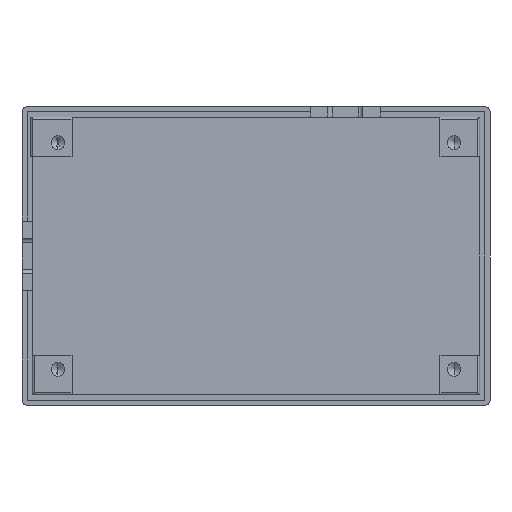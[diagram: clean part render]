
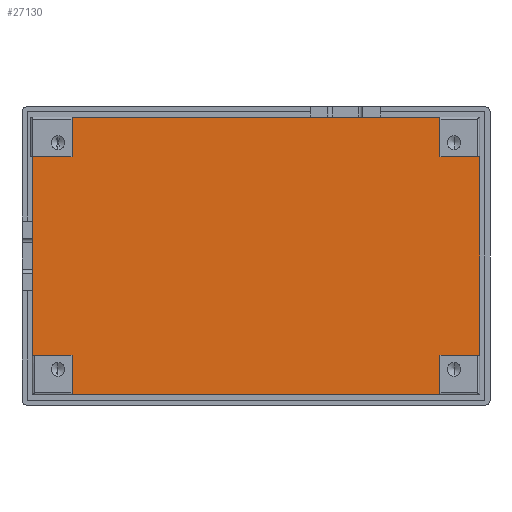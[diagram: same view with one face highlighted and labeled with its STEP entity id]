
A CAD part, front view. The second image highlights one B-rep face of the part: STEP entity #27130.
In plain terms, the highlighted planar face has unit normal (0, -1, 0).
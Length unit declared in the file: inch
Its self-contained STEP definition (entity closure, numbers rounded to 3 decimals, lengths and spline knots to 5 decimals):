
#353 = LINE ( 'NONE', #10661, #7529 ) ;
#402 = VECTOR ( 'NONE', #21385, 39.37008 ) ;
#509 = VECTOR ( 'NONE', #30675, 39.37008 ) ;
#797 = ORIENTED_EDGE ( 'NONE', *, *, #8845, .T. ) ;
#1257 = VERTEX_POINT ( 'NONE', #32351 ) ;
#1340 = CARTESIAN_POINT ( 'NONE',  ( 0.47975, 0.715, -0.1 ) ) ;
#1544 = ORIENTED_EDGE ( 'NONE', *, *, #30001, .T. ) ;
#1580 = ORIENTED_EDGE ( 'NONE', *, *, #3459, .T. ) ;
#1596 = VECTOR ( 'NONE', #18514, 39.37008 ) ;
#1636 = CARTESIAN_POINT ( 'NONE',  ( 4.39, 0.715, -2.38525 ) ) ;
#1814 = ORIENTED_EDGE ( 'NONE', *, *, #4664, .T. ) ;
#2074 = EDGE_CURVE ( 'NONE', #20028, #28001, #31313, .T. ) ;
#2680 = ORIENTED_EDGE ( 'NONE', *, *, #22342, .T. ) ;
#2751 = VERTEX_POINT ( 'NONE', #27759 ) ;
#2836 = CARTESIAN_POINT ( 'NONE',  ( 0.47975, 0.715, -2.38525 ) ) ;
#3459 = EDGE_CURVE ( 'NONE', #15074, #23126, #28362, .T. ) ;
#4061 = ORIENTED_EDGE ( 'NONE', *, *, #7666, .T. ) ;
#4370 = CARTESIAN_POINT ( 'NONE',  ( 4.01025, 0.715, -2.38525 ) ) ;
#4458 = CARTESIAN_POINT ( 'NONE',  ( 4.01025, 0.715, -0.47975 ) ) ;
#4664 = EDGE_CURVE ( 'NONE', #23126, #8576, #27294, .T. ) ;
#5601 = DIRECTION ( 'NONE',  ( 0., 1., 0. ) ) ;
#6590 = CARTESIAN_POINT ( 'NONE',  ( 4.01025, 0.715, -0.47975 ) ) ;
#6649 = CARTESIAN_POINT ( 'NONE',  ( 4.39, 0.715, -0.47975 ) ) ;
#6743 = CARTESIAN_POINT ( 'NONE',  ( 4.01025, 0.715, -2.38525 ) ) ;
#7187 = CARTESIAN_POINT ( 'NONE',  ( 0.47975, 0.715, -2.765 ) ) ;
#7529 = VECTOR ( 'NONE', #13789, 39.37008 ) ;
#7666 = EDGE_CURVE ( 'NONE', #18029, #10202, #12478, .T. ) ;
#7674 = CARTESIAN_POINT ( 'NONE',  ( 4.39, 0.715, -2.38525 ) ) ;
#7876 = EDGE_CURVE ( 'NONE', #1257, #20028, #19975, .T. ) ;
#8212 = FACE_OUTER_BOUND ( 'NONE', #18374, .T. ) ;
#8576 = VERTEX_POINT ( 'NONE', #18487 ) ;
#8730 = CARTESIAN_POINT ( 'NONE',  ( 0.47975, 0.715, -2.765 ) ) ;
#8845 = EDGE_CURVE ( 'NONE', #10202, #31882, #12799, .T. ) ;
#8904 = VECTOR ( 'NONE', #18746, 39.37008 ) ;
#10177 = CARTESIAN_POINT ( 'NONE',  ( 3.43782, 0.715, -0.1 ) ) ;
#10202 = VERTEX_POINT ( 'NONE', #20735 ) ;
#10661 = CARTESIAN_POINT ( 'NONE',  ( 0.1, 0.715, -0.47975 ) ) ;
#10815 = VERTEX_POINT ( 'NONE', #7187 ) ;
#10934 = VECTOR ( 'NONE', #33608, 39.37008 ) ;
#11011 = CARTESIAN_POINT ( 'NONE',  ( 0.05, 0.715, -0.05 ) ) ;
#11055 = VECTOR ( 'NONE', #17128, 39.37008 ) ;
#11294 = CARTESIAN_POINT ( 'NONE',  ( 0.47975, 0.715, -0.47975 ) ) ;
#11324 = LINE ( 'NONE', #16049, #1596 ) ;
#11719 = LINE ( 'NONE', #4370, #20520 ) ;
#11863 = LINE ( 'NONE', #32034, #402 ) ;
#12478 = LINE ( 'NONE', #4458, #509 ) ;
#12799 = LINE ( 'NONE', #10177, #8904 ) ;
#13348 = EDGE_CURVE ( 'NONE', #2751, #15074, #11719, .T. ) ;
#13456 = PLANE ( 'NONE',  #14741 ) ;
#13642 = VERTEX_POINT ( 'NONE', #11294 ) ;
#13789 = DIRECTION ( 'NONE',  ( -1., 0., 0. ) ) ;
#14741 = AXIS2_PLACEMENT_3D ( 'NONE', #11011, #5601, #29542 ) ;
#15074 = VERTEX_POINT ( 'NONE', #6743 ) ;
#15947 = ORIENTED_EDGE ( 'NONE', *, *, #2074, .T. ) ;
#16049 = CARTESIAN_POINT ( 'NONE',  ( 0.47975, 0.715, -0.47975 ) ) ;
#16519 = VECTOR ( 'NONE', #34451, 39.37008 ) ;
#16674 = EDGE_CURVE ( 'NONE', #31882, #13642, #11324, .T. ) ;
#17128 = DIRECTION ( 'NONE',  ( 0., 0., 1. ) ) ;
#17804 = VECTOR ( 'NONE', #28016, 39.37008 ) ;
#18029 = VERTEX_POINT ( 'NONE', #6590 ) ;
#18034 = DIRECTION ( 'NONE',  ( 1., 0., 0. ) ) ;
#18185 = LINE ( 'NONE', #34093, #16519 ) ;
#18374 = EDGE_LOOP ( 'NONE', ( #2680, #22581, #15947, #33883, #1544, #27785, #1580, #1814, #25114, #4061, #797, #32096 ) ) ;
#18487 = CARTESIAN_POINT ( 'NONE',  ( 4.39, 0.715, -0.47975 ) ) ;
#18514 = DIRECTION ( 'NONE',  ( 0., 0., -1. ) ) ;
#18685 = CARTESIAN_POINT ( 'NONE',  ( 0.1, 0.715, -2.38525 ) ) ;
#18746 = DIRECTION ( 'NONE',  ( -1., 0., 0. ) ) ;
#19099 = VECTOR ( 'NONE', #18034, 39.37008 ) ;
#19975 = LINE ( 'NONE', #27670, #17804 ) ;
#20028 = VERTEX_POINT ( 'NONE', #18685 ) ;
#20520 = VECTOR ( 'NONE', #30590, 39.37008 ) ;
#20735 = CARTESIAN_POINT ( 'NONE',  ( 4.01025, 0.715, -0.1 ) ) ;
#21385 = DIRECTION ( 'NONE',  ( 0., 0., -1. ) ) ;
#22342 = EDGE_CURVE ( 'NONE', #13642, #1257, #353, .T. ) ;
#22581 = ORIENTED_EDGE ( 'NONE', *, *, #7876, .T. ) ;
#22649 = VECTOR ( 'NONE', #30061, 39.37008 ) ;
#23126 = VERTEX_POINT ( 'NONE', #7674 ) ;
#24093 = EDGE_CURVE ( 'NONE', #8576, #18029, #18185, .T. ) ;
#24297 = LINE ( 'NONE', #8730, #22649 ) ;
#25114 = ORIENTED_EDGE ( 'NONE', *, *, #24093, .T. ) ;
#25336 = EDGE_CURVE ( 'NONE', #28001, #10815, #11863, .T. ) ;
#27130 = ADVANCED_FACE ( 'NONE', ( #8212 ), #13456, .F. ) ;
#27294 = LINE ( 'NONE', #6649, #11055 ) ;
#27670 = CARTESIAN_POINT ( 'NONE',  ( 0.1, 0.715, -2.38525 ) ) ;
#27759 = CARTESIAN_POINT ( 'NONE',  ( 4.01025, 0.715, -2.765 ) ) ;
#27785 = ORIENTED_EDGE ( 'NONE', *, *, #13348, .T. ) ;
#28001 = VERTEX_POINT ( 'NONE', #29163 ) ;
#28016 = DIRECTION ( 'NONE',  ( 0., 0., -1. ) ) ;
#28362 = LINE ( 'NONE', #1636, #10934 ) ;
#29163 = CARTESIAN_POINT ( 'NONE',  ( 0.47975, 0.715, -2.38525 ) ) ;
#29542 = DIRECTION ( 'NONE',  ( 0., 0., 1. ) ) ;
#30001 = EDGE_CURVE ( 'NONE', #10815, #2751, #24297, .T. ) ;
#30061 = DIRECTION ( 'NONE',  ( 1., 0., 0. ) ) ;
#30590 = DIRECTION ( 'NONE',  ( 0., 0., 1. ) ) ;
#30675 = DIRECTION ( 'NONE',  ( 0., 0., 1. ) ) ;
#31313 = LINE ( 'NONE', #2836, #19099 ) ;
#31882 = VERTEX_POINT ( 'NONE', #1340 ) ;
#32034 = CARTESIAN_POINT ( 'NONE',  ( 0.47975, 0.715, -2.38525 ) ) ;
#32096 = ORIENTED_EDGE ( 'NONE', *, *, #16674, .T. ) ;
#32351 = CARTESIAN_POINT ( 'NONE',  ( 0.1, 0.715, -0.47975 ) ) ;
#33608 = DIRECTION ( 'NONE',  ( 1., 0., 0. ) ) ;
#33883 = ORIENTED_EDGE ( 'NONE', *, *, #25336, .T. ) ;
#34093 = CARTESIAN_POINT ( 'NONE',  ( 4.39, 0.715, -0.47975 ) ) ;
#34451 = DIRECTION ( 'NONE',  ( -1., 0., 0. ) ) ;
